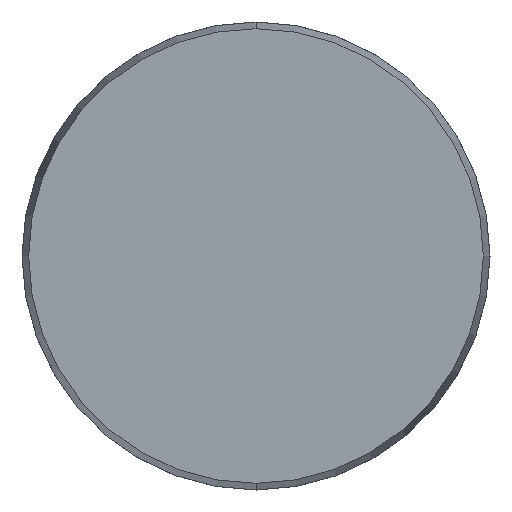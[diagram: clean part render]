
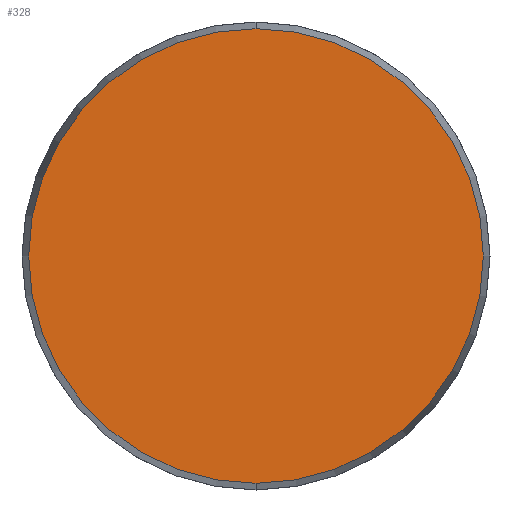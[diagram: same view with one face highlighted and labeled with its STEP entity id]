
A CAD part, front view. The second image highlights one B-rep face of the part: STEP entity #328.
In plain terms, the highlighted planar face has unit normal (0, -1, 0).
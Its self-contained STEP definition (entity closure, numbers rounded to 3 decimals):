
#46 = CARTESIAN_POINT ( 'NONE',  ( 0., 0., -29.143 ) ) ;
#170 = AXIS2_PLACEMENT_3D ( 'NONE', #907, #189, #270 ) ;
#189 = DIRECTION ( 'NONE',  ( 0., -1., 0. ) ) ;
#199 = CIRCLE ( 'NONE', #170, 29.143 ) ;
#255 = VERTEX_POINT ( 'NONE', #46 ) ;
#270 = DIRECTION ( 'NONE',  ( 0., 0., -1. ) ) ;
#328 = ADVANCED_FACE ( 'NONE', ( #516 ), #523, .F. ) ;
#338 = DIRECTION ( 'NONE',  ( 0., 0., 1. ) ) ;
#341 = CARTESIAN_POINT ( 'NONE',  ( 0., 0., 29.143 ) ) ;
#412 = CIRCLE ( 'NONE', #1003, 29.143 ) ;
#420 = CARTESIAN_POINT ( 'NONE',  ( 0., 0., 0. ) ) ;
#492 = DIRECTION ( 'NONE',  ( 0., -1., 0. ) ) ;
#516 = FACE_OUTER_BOUND ( 'NONE', #877, .T. ) ;
#523 = PLANE ( 'NONE',  #921 ) ;
#676 = DIRECTION ( 'NONE',  ( 0., 0., -1. ) ) ;
#677 = CARTESIAN_POINT ( 'NONE',  ( -29.143, 0., 0. ) ) ;
#682 = ORIENTED_EDGE ( 'NONE', *, *, #716, .T. ) ;
#714 = VERTEX_POINT ( 'NONE', #341 ) ;
#716 = EDGE_CURVE ( 'NONE', #714, #255, #199, .T. ) ;
#766 = EDGE_CURVE ( 'NONE', #255, #714, #412, .T. ) ;
#877 = EDGE_LOOP ( 'NONE', ( #682, #914 ) ) ;
#899 = DIRECTION ( 'NONE',  ( 0., 1., 0. ) ) ;
#907 = CARTESIAN_POINT ( 'NONE',  ( 0., 0., 0. ) ) ;
#914 = ORIENTED_EDGE ( 'NONE', *, *, #766, .T. ) ;
#921 = AXIS2_PLACEMENT_3D ( 'NONE', #677, #899, #338 ) ;
#1003 = AXIS2_PLACEMENT_3D ( 'NONE', #420, #492, #676 ) ;
